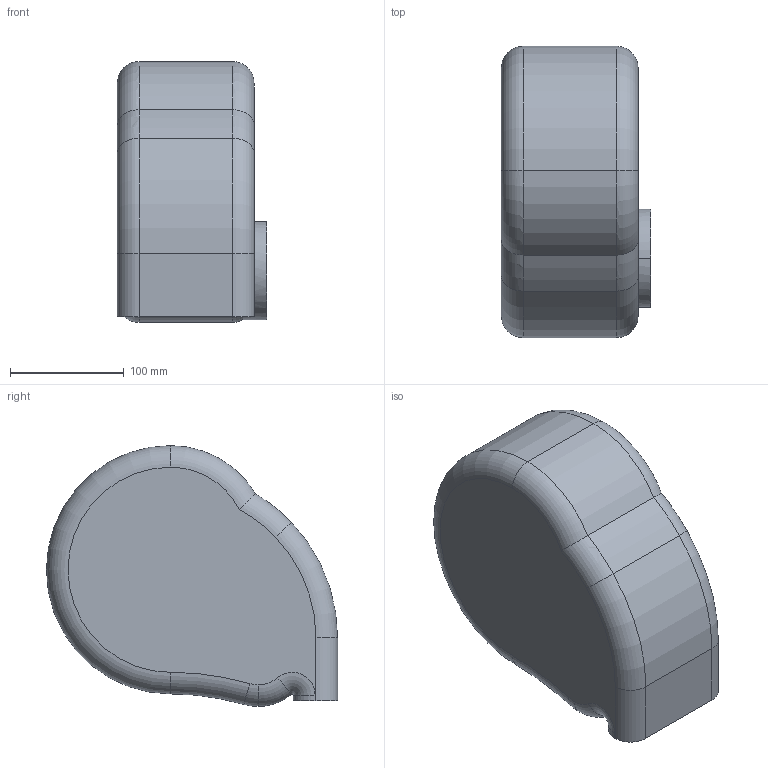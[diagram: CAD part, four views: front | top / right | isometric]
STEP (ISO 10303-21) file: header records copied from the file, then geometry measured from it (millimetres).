
FILE_DESCRIPTION (( 'STEP AP214' ), '1' );
FILE_NAME ('snail shell V2 short path.STEP', '2023-12-28T00:43:34', ( '' ), ( '' ), 'SwSTEP 2.0', 'SolidWorks 2024', '' );
FILE_SCHEMA (( 'AUTOMOTIVE_DESIGN' ));
Length unit declared in the file: millimetre
Products named in the file (1): snail shell V2 short path
Bounding box: 131 x 255.54 x 228.96 mm (x, y, z)
Surface area: 358994.5 mm2 (no closed solid volume)
Topology: 0 solids, 1 shells, 68 faces, 192 edges, 118 vertices
Faces by surface type: bspline 27, torus 18, cylinder 16, plane 7
Entity records: 13840 total; most frequent: CARTESIAN_POINT 12264, ORIENTED_EDGE 382, DIRECTION 261, EDGE_CURVE 191, VERTEX_POINT 118, AXIS2_PLACEMENT_3D 118, CIRCLE 76, B_SPLINE_CURVE_WITH_KNOTS 74
